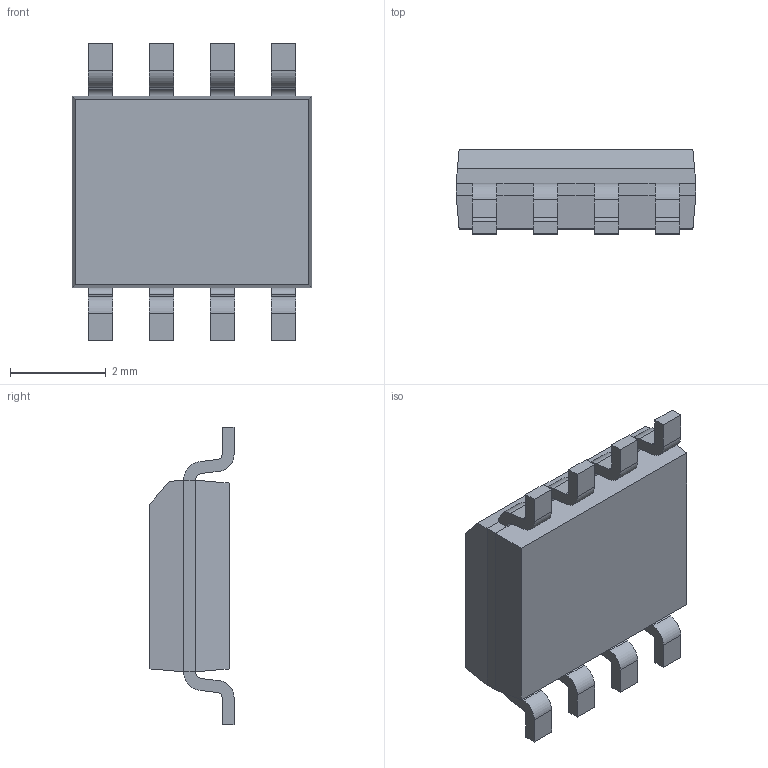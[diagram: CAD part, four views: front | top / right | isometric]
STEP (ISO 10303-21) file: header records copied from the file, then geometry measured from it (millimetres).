
FILE_DESCRIPTION (( 'STEP AP214' ), '1' );
FILE_NAME ('User Library-SOIC8_JEDEC_MS-012AA.STEP', '2019-12-26T17:39:52', ( 'Elessar' ), ( '' ), 'SwSTEP 2.0', 'SolidWorks 2018', '' );
FILE_SCHEMA (( 'AUTOMOTIVE_DESIGN' ));
Length unit declared in the file: millimetre
Products named in the file (1): User Library-SOIC8_JEDEC_MS-012AA
Bounding box: 5 x 1.75 x 6.2 mm (x, y, z)
Volume: 33.5 mm3; surface area: 86.2 mm2
Topology: 1 solids, 1 shells, 114 faces, 293 edges, 182 vertices
Faces by surface type: plane 80, cylinder 34
Entity records: 4693 total; most frequent: DIRECTION 591, CARTESIAN_POINT 590, ORIENTED_EDGE 586, EDGE_CURVE 293, VECTOR 225, LINE 225, AXIS2_PLACEMENT_3D 183, VERTEX_POINT 182
